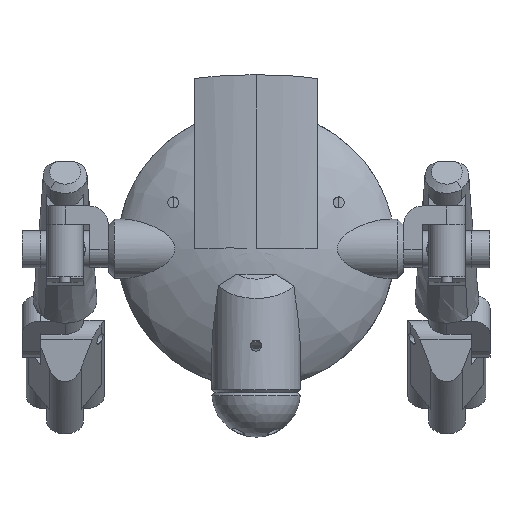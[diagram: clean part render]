
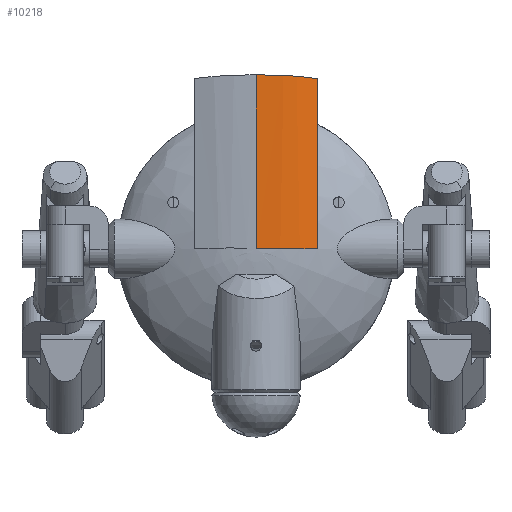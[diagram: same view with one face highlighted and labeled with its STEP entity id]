
A CAD part, top view. The second image highlights one B-rep face of the part: STEP entity #10218.
In plain terms, the highlighted free-form (B-spline) face has degree [5, 1] with [15, 2] control points.
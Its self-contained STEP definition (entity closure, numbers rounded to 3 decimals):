
#228=(
BOUNDED_CURVE()
B_SPLINE_CURVE(5,(#15978,#15979,#15980,#15981,#15982,#15983,#15984,#15985,
#15986),.UNSPECIFIED.,.F.,.F.)
B_SPLINE_CURVE_WITH_KNOTS((6,1,1,1,6),(0.618,0.7,0.8,0.9,1.),
 .UNSPECIFIED.)
CURVE()
GEOMETRIC_REPRESENTATION_ITEM()
RATIONAL_B_SPLINE_CURVE((1.,1.,1.,1.,1.,1.,1.,1.,1.))
REPRESENTATION_ITEM('')
);
#261=(
BOUNDED_SURFACE()
B_SPLINE_SURFACE(5,1,((#16249,#16250),(#16251,#16252),(#16253,#16254),(#16255,
#16256),(#16257,#16258),(#16259,#16260),(#16261,#16262),(#16263,#16264),
(#16265,#16266),(#16267,#16268),(#16269,#16270),(#16271,#16272),(#16273,
#16274),(#16275,#16276),(#16277,#16278)),.UNSPECIFIED.,.F.,.F.,.F.)
B_SPLINE_SURFACE_WITH_KNOTS((6,1,1,1,1,1,1,1,1,1,6),(2,2),(-1.,-0.9,-0.8,
-0.7,-0.6,-0.5,-0.4,-0.3,-0.2,-0.1,-0.062),(0.,3.16),
 .UNSPECIFIED.)
GEOMETRIC_REPRESENTATION_ITEM()
RATIONAL_B_SPLINE_SURFACE(((1.,1.),(1.,1.),(1.,1.),(1.,1.),(1.,1.),(1.,
1.),(1.,1.),(1.,1.),(1.,1.),(1.,1.),(1.,1.),(1.,1.),(1.,1.),(1.,1.),(1.,
1.)))
REPRESENTATION_ITEM('')
SURFACE()
);
#806=B_SPLINE_CURVE_WITH_KNOTS('',3,(#16280,#16281,#16282,#16283,#16284,
#16285),.UNSPECIFIED.,.F.,.F.,(4,2,4),(-6.382,-2.388,
-1.595),.UNSPECIFIED.);
#1192=FACE_OUTER_BOUND('',#1849,.T.);
#1849=EDGE_LOOP('',(#7238,#7239,#7240,#7241));
#2651=LINE('',#16248,#3364);
#2652=LINE('',#16286,#3365);
#3364=VECTOR('',#12256,10.);
#3365=VECTOR('',#12257,10.);
#4620=VERTEX_POINT('',#15958);
#4621=VERTEX_POINT('',#15977);
#4632=VERTEX_POINT('',#16246);
#4633=VERTEX_POINT('',#16279);
#5623=EDGE_CURVE('',#4620,#4621,#228,.T.);
#5649=EDGE_CURVE('',#4620,#4632,#2651,.T.);
#5650=EDGE_CURVE('',#4633,#4632,#806,.T.);
#5651=EDGE_CURVE('',#4621,#4633,#2652,.T.);
#7238=ORIENTED_EDGE('',*,*,#5623,.F.);
#7239=ORIENTED_EDGE('',*,*,#5649,.T.);
#7240=ORIENTED_EDGE('',*,*,#5650,.F.);
#7241=ORIENTED_EDGE('',*,*,#5651,.F.);
#10218=ADVANCED_FACE('',(#1192),#261,.T.);
#12256=DIRECTION('',(0.,1.,0.));
#12257=DIRECTION('',(0.,1.,0.));
#15958=CARTESIAN_POINT('',(10.,0.,34.698));
#15977=CARTESIAN_POINT('',(0.,0.,36.));
#15978=CARTESIAN_POINT('Ctrl Pts',(10.,0.,
34.698));
#15979=CARTESIAN_POINT('Ctrl Pts',(9.619,0.,
34.813));
#15980=CARTESIAN_POINT('Ctrl Pts',(8.784,0.,
35.054));
#15981=CARTESIAN_POINT('Ctrl Pts',(7.516,0.,
35.376));
#15982=CARTESIAN_POINT('Ctrl Pts',(5.776,0.,
35.707));
#15983=CARTESIAN_POINT('Ctrl Pts',(3.811,0.,
35.905));
#15984=CARTESIAN_POINT('Ctrl Pts',(2.017,0.,
35.983));
#15985=CARTESIAN_POINT('Ctrl Pts',(0.694,0.,
36.));
#15986=CARTESIAN_POINT('Ctrl Pts',(0.,0.,36.));
#16246=CARTESIAN_POINT('',(10.,27.631,34.698));
#16248=CARTESIAN_POINT('',(10.,0.,34.698));
#16249=CARTESIAN_POINT('Ctrl Pts',(0.,0.,36.));
#16250=CARTESIAN_POINT('Ctrl Pts',(0.,31.596,
36.));
#16251=CARTESIAN_POINT('Ctrl Pts',(0.694,0.,
36.));
#16252=CARTESIAN_POINT('Ctrl Pts',(0.694,31.596,36.));
#16253=CARTESIAN_POINT('Ctrl Pts',(2.017,0.,
35.983));
#16254=CARTESIAN_POINT('Ctrl Pts',(2.017,31.596,35.983));
#16255=CARTESIAN_POINT('Ctrl Pts',(3.811,0.,
35.905));
#16256=CARTESIAN_POINT('Ctrl Pts',(3.811,31.596,35.905));
#16257=CARTESIAN_POINT('Ctrl Pts',(5.868,0.,35.698));
#16258=CARTESIAN_POINT('Ctrl Pts',(5.868,31.596,35.698));
#16259=CARTESIAN_POINT('Ctrl Pts',(8.132,0.,35.256));
#16260=CARTESIAN_POINT('Ctrl Pts',(8.132,31.596,35.256));
#16261=CARTESIAN_POINT('Ctrl Pts',(10.372,0.,
34.62));
#16262=CARTESIAN_POINT('Ctrl Pts',(10.372,31.596,34.62));
#16263=CARTESIAN_POINT('Ctrl Pts',(12.809,0.,33.776));
#16264=CARTESIAN_POINT('Ctrl Pts',(12.809,31.596,33.776));
#16265=CARTESIAN_POINT('Ctrl Pts',(15.515,0.,
32.715));
#16266=CARTESIAN_POINT('Ctrl Pts',(15.515,31.596,32.715));
#16267=CARTESIAN_POINT('Ctrl Pts',(18.287,0.,31.441));
#16268=CARTESIAN_POINT('Ctrl Pts',(18.287,31.596,31.441));
#16269=CARTESIAN_POINT('Ctrl Pts',(20.443,0.,30.149));
#16270=CARTESIAN_POINT('Ctrl Pts',(20.443,31.596,30.149));
#16271=CARTESIAN_POINT('Ctrl Pts',(21.688,0.,
29.043));
#16272=CARTESIAN_POINT('Ctrl Pts',(21.688,31.596,29.043));
#16273=CARTESIAN_POINT('Ctrl Pts',(22.276,0.,28.213));
#16274=CARTESIAN_POINT('Ctrl Pts',(22.276,31.596,28.213));
#16275=CARTESIAN_POINT('Ctrl Pts',(22.51,0.,27.714));
#16276=CARTESIAN_POINT('Ctrl Pts',(22.51,31.596,27.714));
#16277=CARTESIAN_POINT('Ctrl Pts',(22.566,0.,27.577));
#16278=CARTESIAN_POINT('Ctrl Pts',(22.566,31.596,27.577));
#16279=CARTESIAN_POINT('',(0.,28.238,36.));
#16280=CARTESIAN_POINT('Ctrl Pts',(0.,28.238,
36.));
#16281=CARTESIAN_POINT('Ctrl Pts',(3.32,28.238,36.));
#16282=CARTESIAN_POINT('Ctrl Pts',(5.482,28.128,35.764));
#16283=CARTESIAN_POINT('Ctrl Pts',(7.708,27.915,35.306));
#16284=CARTESIAN_POINT('Ctrl Pts',(8.613,27.827,35.118));
#16285=CARTESIAN_POINT('Ctrl Pts',(10.,27.631,34.698));
#16286=CARTESIAN_POINT('',(0.,0.,36.));
